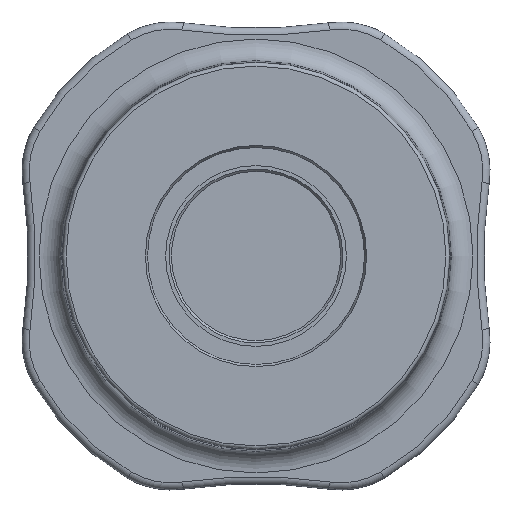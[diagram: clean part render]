
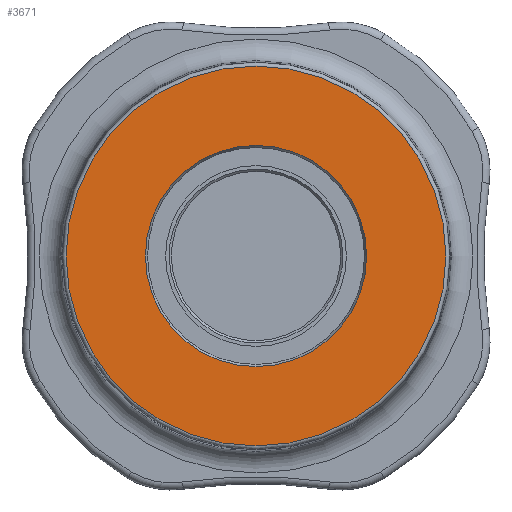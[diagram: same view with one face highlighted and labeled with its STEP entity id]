
A CAD part, left-side view. The second image highlights one B-rep face of the part: STEP entity #3671.
In plain terms, the highlighted planar face has unit normal (-1, 0, 0).
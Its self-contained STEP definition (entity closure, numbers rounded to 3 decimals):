
#3640=CARTESIAN_POINT('',(-23.,26.259,0.));
#3641=VERTEX_POINT('',#3640);
#3642=CARTESIAN_POINT('',(-23.0,0.,0.));
#3643=DIRECTION('',(1.0,0.0,0.0));
#3644=DIRECTION('',(0.0,-1.0,0.0));
#3645=AXIS2_PLACEMENT_3D('',#3642,#3643,#3644);
#3646=CIRCLE('',#3645,26.259);
#3647=EDGE_CURVE('',#3641,#3641,#3646,.T.);
#3652=CARTESIAN_POINT('',(-23.,21.019,0.));
#3653=DIRECTION('',(-1.0,0.0,0.0));
#3654=DIRECTION('',(0.0,0.0,1.0));
#3655=AXIS2_PLACEMENT_3D('',#3652,#3653,#3654);
#3656=PLANE('',#3655);
#3657=ORIENTED_EDGE('',*,*,#3647,.F.);
#3658=EDGE_LOOP('',(#3657));
#3659=FACE_OUTER_BOUND('',#3658,.T.);
#3660=CARTESIAN_POINT('',(-23.,15.289,0.));
#3661=VERTEX_POINT('',#3660);
#3662=CARTESIAN_POINT('',(-23.,0.,0.));
#3663=DIRECTION('',(-1.0,0.0,0.0));
#3664=DIRECTION('',(0.0,1.0,0.0));
#3665=AXIS2_PLACEMENT_3D('',#3662,#3663,#3664);
#3666=CIRCLE('',#3665,15.289);
#3667=EDGE_CURVE('',#3661,#3661,#3666,.T.);
#3668=ORIENTED_EDGE('',*,*,#3667,.F.);
#3669=EDGE_LOOP('',(#3668));
#3670=FACE_BOUND('',#3669,.T.);
#3671=ADVANCED_FACE('',(#3659,#3670),#3656,.T.);
